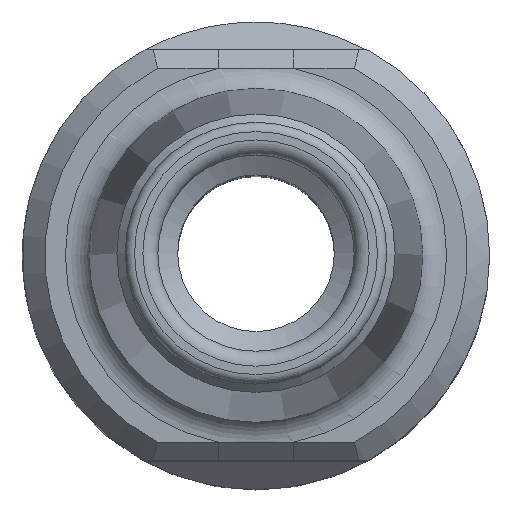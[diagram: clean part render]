
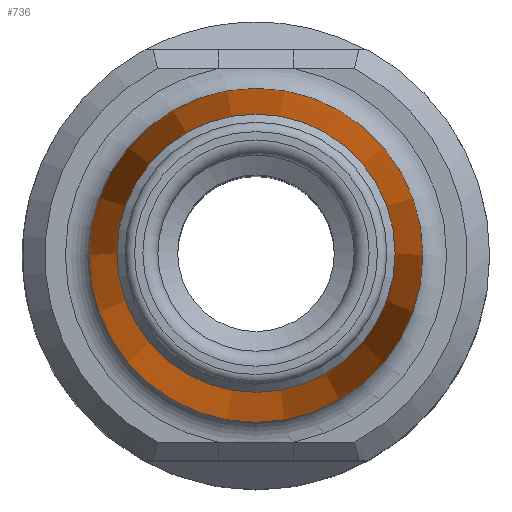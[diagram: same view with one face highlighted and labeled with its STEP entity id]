
A CAD part, top view. The second image highlights one B-rep face of the part: STEP entity #736.
In plain terms, the highlighted conical face has half-angle 1.431 degrees and reference radius 7.441 mm.
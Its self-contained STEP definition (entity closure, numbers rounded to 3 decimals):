
#46=CONICAL_SURFACE('',#796,7.441,0.025);
#137=ORIENTED_EDGE('',*,*,#243,.T.);
#138=ORIENTED_EDGE('',*,*,#234,.F.);
#234=EDGE_CURVE('',#289,#289,#320,.T.);
#243=EDGE_CURVE('',#298,#298,#329,.T.);
#289=VERTEX_POINT('',#1048);
#298=VERTEX_POINT('',#1075);
#320=CIRCLE('',#779,7.441);
#329=CIRCLE('',#797,8.928);
#363=EDGE_LOOP('',(#137));
#364=EDGE_LOOP('',(#138));
#421=FACE_BOUND('',#363,.T.);
#422=FACE_BOUND('',#364,.T.);
#736=ADVANCED_FACE('',(#421,#422),#46,.T.);
#779=AXIS2_PLACEMENT_3D('',#1047,#868,#869);
#796=AXIS2_PLACEMENT_3D('',#1073,#902,#903);
#797=AXIS2_PLACEMENT_3D('',#1074,#904,#905);
#868=DIRECTION('',(0.,0.,1.));
#869=DIRECTION('',(1.,0.,0.));
#902=DIRECTION('',(0.,0.,-1.));
#903=DIRECTION('',(-1.,0.,0.));
#904=DIRECTION('',(0.,0.,1.));
#905=DIRECTION('',(1.,0.,0.));
#1047=CARTESIAN_POINT('',(0.,0.,58.));
#1048=CARTESIAN_POINT('',(7.441,0.,58.));
#1073=CARTESIAN_POINT('',(0.,0.,58.));
#1074=CARTESIAN_POINT('',(0.,0.,-1.512));
#1075=CARTESIAN_POINT('',(8.928,0.,-1.512));
